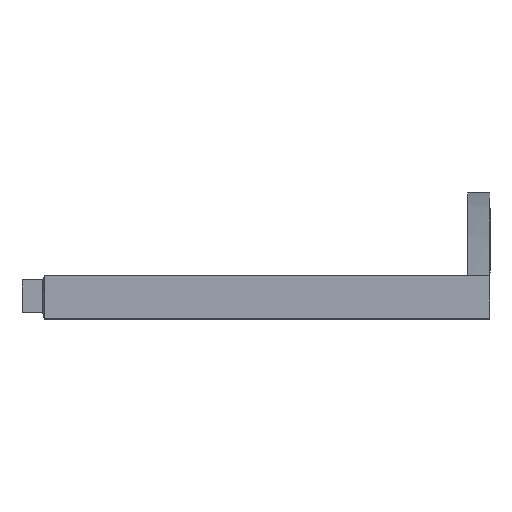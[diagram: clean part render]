
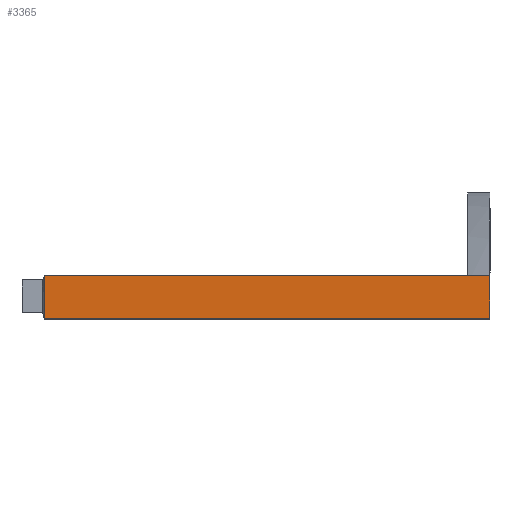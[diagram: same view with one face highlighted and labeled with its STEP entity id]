
A CAD part, left-side view. The second image highlights one B-rep face of the part: STEP entity #3365.
In plain terms, the highlighted free-form (B-spline) face has degree [13, 1] with [14, 2] control points.
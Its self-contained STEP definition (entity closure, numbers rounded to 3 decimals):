
#31 = CARTESIAN_POINT ( 'NONE',  ( -290.311, 100., 3.1 ) ) ;
#103 = CARTESIAN_POINT ( 'NONE',  ( -277.455, 100., 6.763 ) ) ;
#105 = CARTESIAN_POINT ( 'NONE',  ( -290.311, 0., 3.1 ) ) ;
#125 = CARTESIAN_POINT ( 'NONE',  ( -266.589, 0., 9.579 ) ) ;
#153 = CARTESIAN_POINT ( 'NONE',  ( -266.589, 0., 9.579 ) ) ;
#167 = CARTESIAN_POINT ( 'NONE',  ( -282.698, 0., 5.319 ) ) ;
#372 = VERTEX_POINT ( 'NONE', #388 ) ;
#388 = CARTESIAN_POINT ( 'NONE',  ( -300., 0., 0. ) ) ;
#408 = CARTESIAN_POINT ( 'NONE',  ( -277.455, 100., 6.763 ) ) ;
#425 = B_SPLINE_CURVE_WITH_KNOTS ( 'NONE', 13,
 ( #1720, #2710, #1341, #3988, #31, #4029, #3014, #3953, #1743, #408, #753, #2324, #1075, #689 ),
 .UNSPECIFIED., .F., .F.,
 ( 14, 14 ),
 ( 0., 0.039 ),
 .UNSPECIFIED. ) ;
#447 = CARTESIAN_POINT ( 'NONE',  ( -269.351, 0., 8.884 ) ) ;
#485 = CARTESIAN_POINT ( 'NONE',  ( -272.083, 100., 8.182 ) ) ;
#503 = CARTESIAN_POINT ( 'NONE',  ( -280.093, 100., 6.044 ) ) ;
#587 = B_SPLINE_SURFACE_WITH_KNOTS ( 'NONE', 13, 1, ( 
 ( #3328, #4089 ),
 ( #3749, #1819 ),
 ( #1759, #2811 ),
 ( #2744, #1090 ),
 ( #4044, #2402 ),
 ( #2100, #3408 ),
 ( #826, #3048 ),
 ( #2464, #167 ),
 ( #503, #4068 ),
 ( #103, #1800 ),
 ( #1110, #3707 ),
 ( #485, #3426 ),
 ( #2139, #3069 ),
 ( #3108, #125 ) ),
 .UNSPECIFIED., .F., .F., .F.,
 ( 14, 14 ),
 ( 2, 2 ),
 ( 0., 0.039 ),
 ( 0., 1. ),
 .UNSPECIFIED. ) ;
#689 = CARTESIAN_POINT ( 'NONE',  ( -266.589, 100., 9.579 ) ) ;
#705 = FACE_OUTER_BOUND ( 'NONE', #1557, .T. ) ;
#753 = CARTESIAN_POINT ( 'NONE',  ( -274.785, 100., 7.475 ) ) ;
#768 = CARTESIAN_POINT ( 'NONE',  ( -274.785, 0., 7.475 ) ) ;
#826 = CARTESIAN_POINT ( 'NONE',  ( -285.269, 100., 4.587 ) ) ;
#1075 = CARTESIAN_POINT ( 'NONE',  ( -269.351, 100., 8.884 ) ) ;
#1090 = CARTESIAN_POINT ( 'NONE',  ( -292.782, 0., 2.343 ) ) ;
#1110 = CARTESIAN_POINT ( 'NONE',  ( -274.785, 100., 7.475 ) ) ;
#1151 = EDGE_CURVE ( 'NONE', #2008, #4190, #1304, .T. ) ;
#1178 = EDGE_CURVE ( 'NONE', #3643, #372, #2272, .T. ) ;
#1280 = CARTESIAN_POINT ( 'NONE',  ( -300., 100., 0. ) ) ;
#1304 = LINE ( 'NONE', #3902, #1792 ) ;
#1341 = CARTESIAN_POINT ( 'NONE',  ( -295.219, 100., 1.575 ) ) ;
#1422 = CARTESIAN_POINT ( 'NONE',  ( -287.807, 0., 3.848 ) ) ;
#1464 = CARTESIAN_POINT ( 'NONE',  ( -282.698, 0., 5.319 ) ) ;
#1557 = EDGE_LOOP ( 'NONE', ( #2189, #3061, #3076, #2894 ) ) ;
#1663 = VECTOR ( 'NONE', #3923, 1000. ) ;
#1720 = CARTESIAN_POINT ( 'NONE',  ( -300., 100., 0. ) ) ;
#1740 = CARTESIAN_POINT ( 'NONE',  ( -292.782, 0., 2.343 ) ) ;
#1743 = CARTESIAN_POINT ( 'NONE',  ( -280.093, 100., 6.044 ) ) ;
#1759 = CARTESIAN_POINT ( 'NONE',  ( -295.219, 100., 1.575 ) ) ;
#1792 = VECTOR ( 'NONE', #1904, 1000. ) ;
#1800 = CARTESIAN_POINT ( 'NONE',  ( -277.455, 0., 6.763 ) ) ;
#1802 = CARTESIAN_POINT ( 'NONE',  ( -266.589, 0., 9.579 ) ) ;
#1819 = CARTESIAN_POINT ( 'NONE',  ( -297.625, 0., 0.794 ) ) ;
#1904 = DIRECTION ( 'NONE',  ( 0., -1., 0. ) ) ;
#2008 = VERTEX_POINT ( 'NONE', #2853 ) ;
#2012 = B_SPLINE_CURVE_WITH_KNOTS ( 'NONE', 13,
 ( #2617, #2363, #3370, #1740, #105, #1422, #2252, #1464, #2121, #2404, #768, #2466, #447, #1802 ),
 .UNSPECIFIED., .F., .F.,
 ( 14, 14 ),
 ( 0., 0.039 ),
 .UNSPECIFIED. ) ;
#2100 = CARTESIAN_POINT ( 'NONE',  ( -287.807, 100., 3.848 ) ) ;
#2121 = CARTESIAN_POINT ( 'NONE',  ( -280.093, 0., 6.044 ) ) ;
#2139 = CARTESIAN_POINT ( 'NONE',  ( -269.351, 100., 8.884 ) ) ;
#2189 = ORIENTED_EDGE ( 'NONE', *, *, #2484, .T. ) ;
#2252 = CARTESIAN_POINT ( 'NONE',  ( -285.269, 0., 4.587 ) ) ;
#2272 = LINE ( 'NONE', #1280, #1663 ) ;
#2324 = CARTESIAN_POINT ( 'NONE',  ( -272.083, 100., 8.182 ) ) ;
#2363 = CARTESIAN_POINT ( 'NONE',  ( -297.625, 0., 0.794 ) ) ;
#2402 = CARTESIAN_POINT ( 'NONE',  ( -290.311, 0., 3.1 ) ) ;
#2404 = CARTESIAN_POINT ( 'NONE',  ( -277.455, 0., 6.763 ) ) ;
#2464 = CARTESIAN_POINT ( 'NONE',  ( -282.698, 100., 5.319 ) ) ;
#2466 = CARTESIAN_POINT ( 'NONE',  ( -272.083, 0., 8.182 ) ) ;
#2484 = EDGE_CURVE ( 'NONE', #372, #4190, #2012, .T. ) ;
#2617 = CARTESIAN_POINT ( 'NONE',  ( -300., 0., 0. ) ) ;
#2623 = CARTESIAN_POINT ( 'NONE',  ( -300., 100., 0. ) ) ;
#2710 = CARTESIAN_POINT ( 'NONE',  ( -297.625, 100., 0.794 ) ) ;
#2744 = CARTESIAN_POINT ( 'NONE',  ( -292.782, 100., 2.343 ) ) ;
#2811 = CARTESIAN_POINT ( 'NONE',  ( -295.219, 0., 1.575 ) ) ;
#2853 = CARTESIAN_POINT ( 'NONE',  ( -266.589, 100., 9.579 ) ) ;
#2894 = ORIENTED_EDGE ( 'NONE', *, *, #1178, .T. ) ;
#3014 = CARTESIAN_POINT ( 'NONE',  ( -285.269, 100., 4.587 ) ) ;
#3048 = CARTESIAN_POINT ( 'NONE',  ( -285.269, 0., 4.587 ) ) ;
#3061 = ORIENTED_EDGE ( 'NONE', *, *, #1151, .F. ) ;
#3069 = CARTESIAN_POINT ( 'NONE',  ( -269.351, 0., 8.884 ) ) ;
#3076 = ORIENTED_EDGE ( 'NONE', *, *, #4047, .F. ) ;
#3108 = CARTESIAN_POINT ( 'NONE',  ( -266.589, 100., 9.579 ) ) ;
#3328 = CARTESIAN_POINT ( 'NONE',  ( -300., 100., 0. ) ) ;
#3365 = ADVANCED_FACE ( 'NONE', ( #705 ), #587, .F. ) ;
#3370 = CARTESIAN_POINT ( 'NONE',  ( -295.219, 0., 1.575 ) ) ;
#3408 = CARTESIAN_POINT ( 'NONE',  ( -287.807, 0., 3.848 ) ) ;
#3426 = CARTESIAN_POINT ( 'NONE',  ( -272.083, 0., 8.182 ) ) ;
#3643 = VERTEX_POINT ( 'NONE', #2623 ) ;
#3707 = CARTESIAN_POINT ( 'NONE',  ( -274.785, 0., 7.475 ) ) ;
#3749 = CARTESIAN_POINT ( 'NONE',  ( -297.625, 100., 0.794 ) ) ;
#3902 = CARTESIAN_POINT ( 'NONE',  ( -266.589, 100., 9.579 ) ) ;
#3923 = DIRECTION ( 'NONE',  ( 0., -1., 0. ) ) ;
#3953 = CARTESIAN_POINT ( 'NONE',  ( -282.698, 100., 5.319 ) ) ;
#3988 = CARTESIAN_POINT ( 'NONE',  ( -292.782, 100., 2.343 ) ) ;
#4029 = CARTESIAN_POINT ( 'NONE',  ( -287.807, 100., 3.848 ) ) ;
#4044 = CARTESIAN_POINT ( 'NONE',  ( -290.311, 100., 3.1 ) ) ;
#4047 = EDGE_CURVE ( 'NONE', #3643, #2008, #425, .T. ) ;
#4068 = CARTESIAN_POINT ( 'NONE',  ( -280.093, 0., 6.044 ) ) ;
#4089 = CARTESIAN_POINT ( 'NONE',  ( -300., 0., 0. ) ) ;
#4190 = VERTEX_POINT ( 'NONE', #153 ) ;
